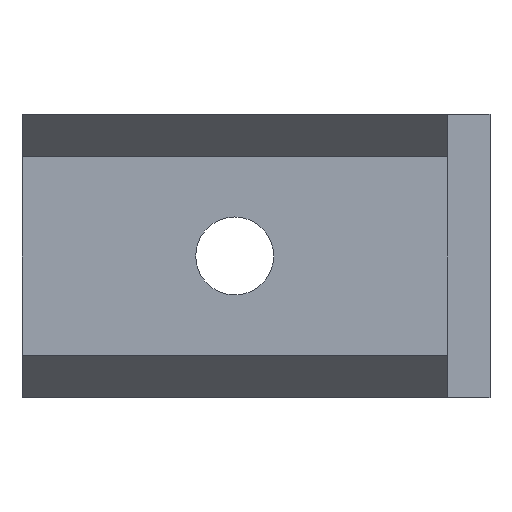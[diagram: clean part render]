
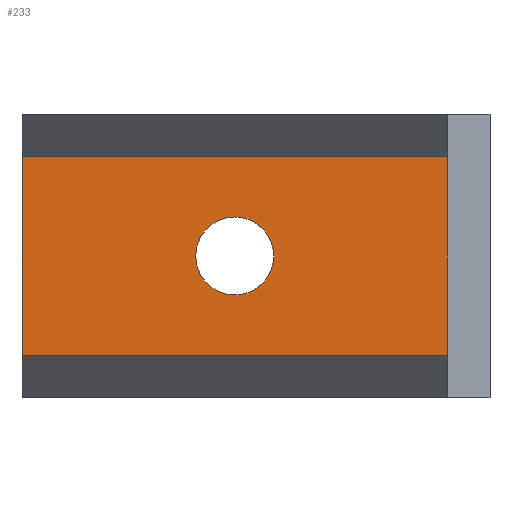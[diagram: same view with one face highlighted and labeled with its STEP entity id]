
A CAD part, front view. The second image highlights one B-rep face of the part: STEP entity #233.
In plain terms, the highlighted planar face has unit normal (0, -1, 0).
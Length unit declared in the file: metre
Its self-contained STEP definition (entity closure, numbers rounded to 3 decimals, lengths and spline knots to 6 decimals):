
#16=LINE('',#350,#42);
#18=LINE('',#356,#44);
#19=LINE('',#358,#45);
#20=LINE('',#360,#46);
#42=VECTOR('',#285,1.);
#44=VECTOR('',#291,1.);
#45=VECTOR('',#292,1.);
#46=VECTOR('',#293,1.);
#71=ORIENTED_EDGE('',*,*,#131,.T.);
#72=ORIENTED_EDGE('',*,*,#129,.F.);
#73=ORIENTED_EDGE('',*,*,#132,.T.);
#74=ORIENTED_EDGE('',*,*,#133,.T.);
#75=ORIENTED_EDGE('',*,*,#134,.F.);
#129=EDGE_CURVE('',#159,#160,#16,.T.);
#131=EDGE_CURVE('',#161,#161,#177,.T.);
#132=EDGE_CURVE('',#159,#162,#18,.T.);
#133=EDGE_CURVE('',#162,#163,#19,.T.);
#134=EDGE_CURVE('',#160,#163,#20,.T.);
#159=VERTEX_POINT('',#349);
#160=VERTEX_POINT('',#351);
#161=VERTEX_POINT('',#355);
#162=VERTEX_POINT('',#357);
#163=VERTEX_POINT('',#359);
#177=CIRCLE('',#262,0.00275);
#182=EDGE_LOOP('',(#71));
#183=EDGE_LOOP('',(#72,#73,#74,#75));
#202=FACE_BOUND('',#182,.T.);
#203=FACE_BOUND('',#183,.T.);
#221=PLANE('',#261);
#233=ADVANCED_FACE('',(#202,#203),#221,.F.);
#261=AXIS2_PLACEMENT_3D('',#353,#287,#288);
#262=AXIS2_PLACEMENT_3D('',#354,#289,#290);
#285=DIRECTION('',(0.,0.,-1.));
#287=DIRECTION('',(0.,1.,0.));
#288=DIRECTION('',(0.,0.,-1.));
#289=DIRECTION('',(0.,1.,0.));
#290=DIRECTION('',(0.,0.,1.));
#291=DIRECTION('',(-1.,0.,0.));
#292=DIRECTION('',(0.,0.,-1.));
#293=DIRECTION('',(-1.,0.,0.));
#349=CARTESIAN_POINT('',(-0.0015,-0.0045,0.017));
#350=CARTESIAN_POINT('',(-0.0015,-0.0045,0.02));
#351=CARTESIAN_POINT('',(-0.0015,-0.0045,0.003));
#353=CARTESIAN_POINT('',(-0.0165,-0.0045,0.02));
#354=CARTESIAN_POINT('',(-0.0165,-0.0045,0.01));
#355=CARTESIAN_POINT('',(-0.0165,-0.0045,0.01275));
#356=CARTESIAN_POINT('',(-0.0165,-0.0045,0.017));
#357=CARTESIAN_POINT('',(-0.0315,-0.0045,0.017));
#358=CARTESIAN_POINT('',(-0.0315,-0.0045,0.02));
#359=CARTESIAN_POINT('',(-0.0315,-0.0045,0.003));
#360=CARTESIAN_POINT('',(-0.0165,-0.0045,0.003));
